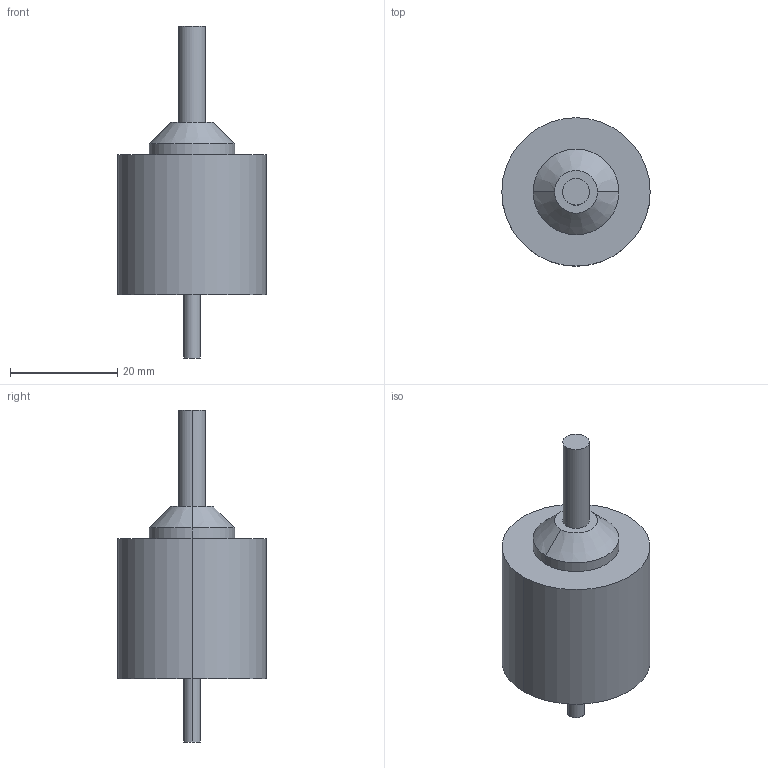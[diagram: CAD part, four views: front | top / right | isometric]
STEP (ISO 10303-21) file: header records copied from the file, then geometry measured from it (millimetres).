
FILE_DESCRIPTION (( 'STEP AP203' ), '1' );
FILE_NAME ('¸´¼þ (4) 2826motor_centerstruc_Default_sldprt.STEP', '2023-12-04T16:10:17', ( '' ), ( '' ), 'SwSTEP 2.0', 'SolidWorks 2023', '' );
FILE_SCHEMA (( 'CONFIG_CONTROL_DESIGN' ));
Length unit declared in the file: millimetre
Products named in the file (1): 复件 (4) 2826motor_centerstruc_Default_sldprt
Bounding box: 27.7 x 27.7 x 62 mm (x, y, z)
Volume: 16993.6 mm3; surface area: 4199.3 mm2
Topology: 1 solids, 1 shells, 27 faces, 52 edges, 34 vertices
Faces by surface type: cylinder 16, plane 9, cone 2
Entity records: 781 total; most frequent: DIRECTION 142, CARTESIAN_POINT 114, ORIENTED_EDGE 104, AXIS2_PLACEMENT_3D 62, EDGE_CURVE 52, EDGE_LOOP 34, VERTEX_POINT 34, CIRCLE 34
